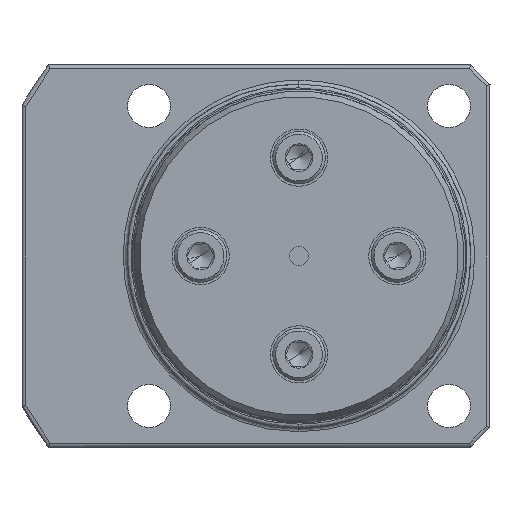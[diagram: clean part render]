
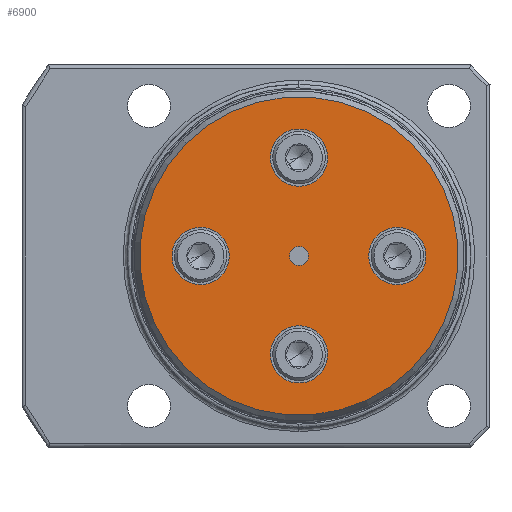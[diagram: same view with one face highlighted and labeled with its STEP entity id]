
A CAD part, front view. The second image highlights one B-rep face of the part: STEP entity #6900.
In plain terms, the highlighted planar face has unit normal (0, -1, 0).
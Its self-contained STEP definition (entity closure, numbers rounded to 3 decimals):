
#2 = VERTEX_POINT ( 'NONE', #13597 ) ;
#4 = VERTEX_POINT ( 'NONE', #13594 ) ;
#10 = VERTEX_POINT ( 'NONE', #13591 ) ;
#12 = VERTEX_POINT ( 'NONE', #13590 ) ;
#664 = VERTEX_POINT ( 'NONE', #12339 ) ;
#667 = VERTEX_POINT ( 'NONE', #12336 ) ;
#678 = VERTEX_POINT ( 'NONE', #12330 ) ;
#681 = VERTEX_POINT ( 'NONE', #12327 ) ;
#685 = VERTEX_POINT ( 'NONE', #12319 ) ;
#686 = VERTEX_POINT ( 'NONE', #12318 ) ;
#690 = VERTEX_POINT ( 'NONE', #12316 ) ;
#691 = VERTEX_POINT ( 'NONE', #12315 ) ;
#1246 = CARTESIAN_POINT ( 'NONE',  ( -7.283, 0., -7.283 ) ) ;
#2292 = EDGE_CURVE ( 'NONE', #667, #664, #6657, .T. ) ;
#2293 = EDGE_CURVE ( 'NONE', #681, #678, #6331, .T. ) ;
#2294 = EDGE_CURVE ( 'NONE', #686, #685, #6579, .T. ) ;
#2295 = EDGE_CURVE ( 'NONE', #691, #690, #6476, .T. ) ;
#2296 = EDGE_CURVE ( 'NONE', #2, #4, #6703, .T. ) ;
#2297 = EDGE_CURVE ( 'NONE', #12, #10, #6019, .T. ) ;
#2414 = EDGE_CURVE ( 'NONE', #10, #12, #6295, .T. ) ;
#2418 = EDGE_CURVE ( 'NONE', #4, #2, #6036, .T. ) ;
#2422 = EDGE_CURVE ( 'NONE', #690, #691, #6385, .T. ) ;
#2426 = EDGE_CURVE ( 'NONE', #685, #686, #6219, .T. ) ;
#2430 = EDGE_CURVE ( 'NONE', #678, #681, #6210, .T. ) ;
#2436 = EDGE_CURVE ( 'NONE', #664, #667, #6537, .T. ) ;
#3774 = AXIS2_PLACEMENT_3D ( 'NONE', #10237, #10233, #10239 ) ;
#5597 = DIRECTION ( 'NONE',  ( 0., 0., 1. ) ) ;
#5611 = DIRECTION ( 'NONE',  ( 0., -1., 0. ) ) ;
#5615 = CARTESIAN_POINT ( 'NONE',  ( 0., 0., 0. ) ) ;
#5728 = DIRECTION ( 'NONE',  ( 0., 1., 0. ) ) ;
#5732 = DIRECTION ( 'NONE',  ( 0., 0., -1. ) ) ;
#5912 = EDGE_LOOP ( 'NONE', ( #12454, #12453 ) ) ;
#5920 = EDGE_LOOP ( 'NONE', ( #12444, #12443 ) ) ;
#5928 = EDGE_LOOP ( 'NONE', ( #12448, #12447 ) ) ;
#6019 = CIRCLE ( 'NONE', #12923, 1. ) ;
#6036 = CIRCLE ( 'NONE', #12984, 3. ) ;
#6105 = EDGE_LOOP ( 'NONE', ( #12450, #12449 ) ) ;
#6210 = CIRCLE ( 'NONE', #12990, 3. ) ;
#6219 = CIRCLE ( 'NONE', #12988, 3. ) ;
#6295 = CIRCLE ( 'NONE', #12982, 1. ) ;
#6331 = CIRCLE ( 'NONE', #12919, 3. ) ;
#6385 = CIRCLE ( 'NONE', #12986, 3. ) ;
#6476 = CIRCLE ( 'NONE', #12921, 3. ) ;
#6529 = EDGE_LOOP ( 'NONE', ( #12452, #12451 ) ) ;
#6537 = CIRCLE ( 'NONE', #12993, 16.673 ) ;
#6579 = CIRCLE ( 'NONE', #12920, 3. ) ;
#6657 = CIRCLE ( 'NONE', #12918, 16.673 ) ;
#6680 = EDGE_LOOP ( 'NONE', ( #12446, #12445 ) ) ;
#6703 = CIRCLE ( 'NONE', #12922, 3. ) ;
#6900 = ADVANCED_FACE ( 'NONE', ( #8014, #8010, #8007, #8012, #8006, #8008 ), #10235, .T. ) ;
#7658 = DIRECTION ( 'NONE',  ( 0., 0., -1. ) ) ;
#7659 = DIRECTION ( 'NONE',  ( 0., 1., 0. ) ) ;
#7661 = CARTESIAN_POINT ( 'NONE',  ( 0., 0., 0. ) ) ;
#7663 = DIRECTION ( 'NONE',  ( 0., 0., -1. ) ) ;
#7664 = DIRECTION ( 'NONE',  ( 0., 1., 0. ) ) ;
#7665 = CARTESIAN_POINT ( 'NONE',  ( 7.283, 0., -7.283 ) ) ;
#7666 = DIRECTION ( 'NONE',  ( 0., 0., -1. ) ) ;
#7667 = DIRECTION ( 'NONE',  ( 0., 1., 0. ) ) ;
#7668 = CARTESIAN_POINT ( 'NONE',  ( 7.283, 0., 7.283 ) ) ;
#7669 = DIRECTION ( 'NONE',  ( 0., 0., -1. ) ) ;
#7670 = DIRECTION ( 'NONE',  ( 0., 1., 0. ) ) ;
#7671 = CARTESIAN_POINT ( 'NONE',  ( -7.283, 0., 7.283 ) ) ;
#7672 = DIRECTION ( 'NONE',  ( 0., 0., -1. ) ) ;
#7673 = DIRECTION ( 'NONE',  ( 0., 1., 0. ) ) ;
#7674 = CARTESIAN_POINT ( 'NONE',  ( -7.283, 0., -7.283 ) ) ;
#7677 = DIRECTION ( 'NONE',  ( 0., 0., 1. ) ) ;
#7678 = DIRECTION ( 'NONE',  ( 0., -1., 0. ) ) ;
#7679 = CARTESIAN_POINT ( 'NONE',  ( 0., 0., 0. ) ) ;
#8006 = FACE_BOUND ( 'NONE', #6680, .T. ) ;
#8007 = FACE_BOUND ( 'NONE', #6105, .T. ) ;
#8008 = FACE_BOUND ( 'NONE', #5920, .T. ) ;
#8010 = FACE_BOUND ( 'NONE', #6529, .T. ) ;
#8012 = FACE_BOUND ( 'NONE', #5928, .T. ) ;
#8014 = FACE_OUTER_BOUND ( 'NONE', #5912, .T. ) ;
#10233 = DIRECTION ( 'NONE',  ( 0., -1., 0. ) ) ;
#10235 = PLANE ( 'NONE',  #3774 ) ;
#10237 = CARTESIAN_POINT ( 'NONE',  ( -16.673, 0., 0. ) ) ;
#10239 = DIRECTION ( 'NONE',  ( 0., 0., -1. ) ) ;
#11603 = DIRECTION ( 'NONE',  ( 0., 0., -1. ) ) ;
#11604 = DIRECTION ( 'NONE',  ( 0., 1., 0. ) ) ;
#11605 = CARTESIAN_POINT ( 'NONE',  ( 7.283, 0., -7.283 ) ) ;
#11613 = DIRECTION ( 'NONE',  ( 0., 0., -1. ) ) ;
#11614 = DIRECTION ( 'NONE',  ( 0., 1., 0. ) ) ;
#11615 = CARTESIAN_POINT ( 'NONE',  ( 0., 0., 0. ) ) ;
#11646 = DIRECTION ( 'NONE',  ( 0., 0., -1. ) ) ;
#11647 = DIRECTION ( 'NONE',  ( 0., 1., 0. ) ) ;
#11648 = CARTESIAN_POINT ( 'NONE',  ( -7.283, 0., 7.283 ) ) ;
#11657 = DIRECTION ( 'NONE',  ( 0., 0., -1. ) ) ;
#11658 = DIRECTION ( 'NONE',  ( 0., 1., 0. ) ) ;
#11659 = CARTESIAN_POINT ( 'NONE',  ( 7.283, 0., 7.283 ) ) ;
#12315 = CARTESIAN_POINT ( 'NONE',  ( 7.283, 0., 10.283 ) ) ;
#12316 = CARTESIAN_POINT ( 'NONE',  ( 7.283, 0., 4.283 ) ) ;
#12318 = CARTESIAN_POINT ( 'NONE',  ( -7.283, 0., 10.283 ) ) ;
#12319 = CARTESIAN_POINT ( 'NONE',  ( -7.283, 0., 4.283 ) ) ;
#12327 = CARTESIAN_POINT ( 'NONE',  ( -7.283, 0., -4.283 ) ) ;
#12330 = CARTESIAN_POINT ( 'NONE',  ( -7.283, 0., -10.283 ) ) ;
#12336 = CARTESIAN_POINT ( 'NONE',  ( 0., 0., 16.673 ) ) ;
#12339 = CARTESIAN_POINT ( 'NONE',  ( 0., 0., -16.673 ) ) ;
#12443 = ORIENTED_EDGE ( 'NONE', *, *, #2297, .T. ) ;
#12444 = ORIENTED_EDGE ( 'NONE', *, *, #2414, .T. ) ;
#12445 = ORIENTED_EDGE ( 'NONE', *, *, #2296, .T. ) ;
#12446 = ORIENTED_EDGE ( 'NONE', *, *, #2418, .T. ) ;
#12447 = ORIENTED_EDGE ( 'NONE', *, *, #2295, .T. ) ;
#12448 = ORIENTED_EDGE ( 'NONE', *, *, #2422, .T. ) ;
#12449 = ORIENTED_EDGE ( 'NONE', *, *, #2294, .T. ) ;
#12450 = ORIENTED_EDGE ( 'NONE', *, *, #2426, .T. ) ;
#12451 = ORIENTED_EDGE ( 'NONE', *, *, #2293, .T. ) ;
#12452 = ORIENTED_EDGE ( 'NONE', *, *, #2430, .T. ) ;
#12453 = ORIENTED_EDGE ( 'NONE', *, *, #2436, .T. ) ;
#12454 = ORIENTED_EDGE ( 'NONE', *, *, #2292, .T. ) ;
#12918 = AXIS2_PLACEMENT_3D ( 'NONE', #7679, #7678, #7677 ) ;
#12919 = AXIS2_PLACEMENT_3D ( 'NONE', #7674, #7673, #7672 ) ;
#12920 = AXIS2_PLACEMENT_3D ( 'NONE', #7671, #7670, #7669 ) ;
#12921 = AXIS2_PLACEMENT_3D ( 'NONE', #7668, #7667, #7666 ) ;
#12922 = AXIS2_PLACEMENT_3D ( 'NONE', #7665, #7664, #7663 ) ;
#12923 = AXIS2_PLACEMENT_3D ( 'NONE', #7661, #7659, #7658 ) ;
#12982 = AXIS2_PLACEMENT_3D ( 'NONE', #11615, #11614, #11613 ) ;
#12984 = AXIS2_PLACEMENT_3D ( 'NONE', #11605, #11604, #11603 ) ;
#12986 = AXIS2_PLACEMENT_3D ( 'NONE', #11659, #11658, #11657 ) ;
#12988 = AXIS2_PLACEMENT_3D ( 'NONE', #11648, #11647, #11646 ) ;
#12990 = AXIS2_PLACEMENT_3D ( 'NONE', #1246, #5728, #5732 ) ;
#12993 = AXIS2_PLACEMENT_3D ( 'NONE', #5615, #5611, #5597 ) ;
#13590 = CARTESIAN_POINT ( 'NONE',  ( 0., 0., 1. ) ) ;
#13591 = CARTESIAN_POINT ( 'NONE',  ( 0., 0., -1. ) ) ;
#13594 = CARTESIAN_POINT ( 'NONE',  ( 7.283, 0., -10.283 ) ) ;
#13597 = CARTESIAN_POINT ( 'NONE',  ( 7.283, 0., -4.283 ) ) ;
